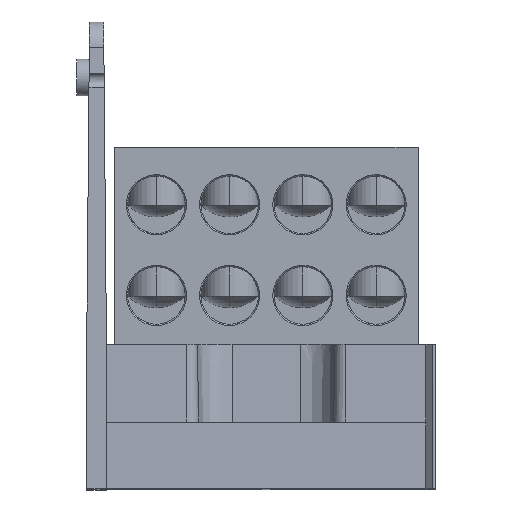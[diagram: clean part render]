
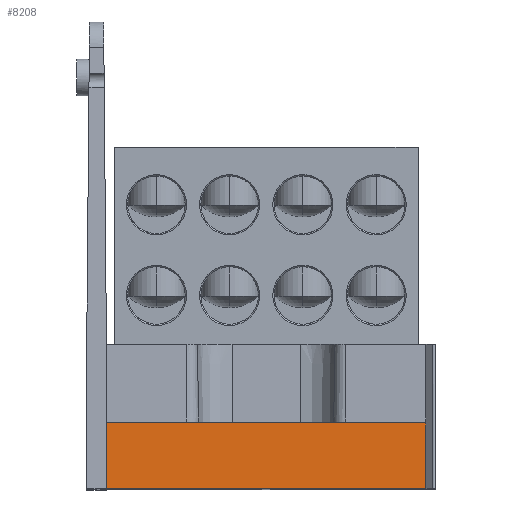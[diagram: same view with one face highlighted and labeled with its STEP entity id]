
A CAD part, top view. The second image highlights one B-rep face of the part: STEP entity #8208.
In plain terms, the highlighted planar face has unit normal (0, 0.035, 0.999).
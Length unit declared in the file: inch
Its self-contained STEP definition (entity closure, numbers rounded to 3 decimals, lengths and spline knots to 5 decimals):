
#169 = VECTOR ( 'NONE', #25242, 39.37008 ) ;
#505 = DIRECTION ( 'NONE',  ( 0., -0.999, 0.035 ) ) ;
#740 = EDGE_CURVE ( 'NONE', #10866, #23713, #22270, .T. ) ;
#2103 = CARTESIAN_POINT ( 'NONE',  ( 1.215, 0.5, 2.73254 ) ) ;
#2507 = CARTESIAN_POINT ( 'NONE',  ( 1.215, 0., 2.75 ) ) ;
#3078 = EDGE_CURVE ( 'NONE', #10866, #15415, #20049, .T. ) ;
#3781 = CARTESIAN_POINT ( 'NONE',  ( -1.215, 0., 2.75 ) ) ;
#4638 = CARTESIAN_POINT ( 'NONE',  ( -1.215, 0.5, 2.73254 ) ) ;
#4667 = ORIENTED_EDGE ( 'NONE', *, *, #22174, .T. ) ;
#5720 = PLANE ( 'NONE',  #11425 ) ;
#7588 = LINE ( 'NONE', #9266, #169 ) ;
#8133 = DIRECTION ( 'NONE',  ( 0., -0.999, 0.035 ) ) ;
#8208 = ADVANCED_FACE ( 'NONE', ( #23482 ), #5720, .T. ) ;
#8274 = LINE ( 'NONE', #16171, #13478 ) ;
#9246 = CARTESIAN_POINT ( 'NONE',  ( -1.215, 0., 2.75 ) ) ;
#9266 = CARTESIAN_POINT ( 'NONE',  ( -1.215, 0., 2.75 ) ) ;
#9834 = CARTESIAN_POINT ( 'NONE',  ( -1.215, 0.5, 2.73254 ) ) ;
#10866 = VERTEX_POINT ( 'NONE', #4638 ) ;
#11425 = AXIS2_PLACEMENT_3D ( 'NONE', #3781, #11663, #505 ) ;
#11618 = EDGE_LOOP ( 'NONE', ( #18786, #13668, #24411, #4667 ) ) ;
#11634 = DIRECTION ( 'NONE',  ( 1., 0., 0. ) ) ;
#11663 = DIRECTION ( 'NONE',  ( 0., 0.035, 0.999 ) ) ;
#13018 = VECTOR ( 'NONE', #11634, 39.37008 ) ;
#13478 = VECTOR ( 'NONE', #24100, 39.37008 ) ;
#13668 = ORIENTED_EDGE ( 'NONE', *, *, #3078, .F. ) ;
#14984 = VECTOR ( 'NONE', #8133, 39.37008 ) ;
#15415 = VERTEX_POINT ( 'NONE', #2103 ) ;
#16171 = CARTESIAN_POINT ( 'NONE',  ( 1.215, 0., 2.75 ) ) ;
#16364 = VERTEX_POINT ( 'NONE', #2507 ) ;
#18356 = CARTESIAN_POINT ( 'NONE',  ( -1.215, 0., 2.75 ) ) ;
#18786 = ORIENTED_EDGE ( 'NONE', *, *, #24332, .F. ) ;
#20049 = LINE ( 'NONE', #9834, #13018 ) ;
#22174 = EDGE_CURVE ( 'NONE', #23713, #16364, #7588, .T. ) ;
#22270 = LINE ( 'NONE', #18356, #14984 ) ;
#23482 = FACE_OUTER_BOUND ( 'NONE', #11618, .T. ) ;
#23713 = VERTEX_POINT ( 'NONE', #9246 ) ;
#24100 = DIRECTION ( 'NONE',  ( 0., -0.999, 0.035 ) ) ;
#24332 = EDGE_CURVE ( 'NONE', #15415, #16364, #8274, .T. ) ;
#24411 = ORIENTED_EDGE ( 'NONE', *, *, #740, .T. ) ;
#25242 = DIRECTION ( 'NONE',  ( 1., 0., 0. ) ) ;
